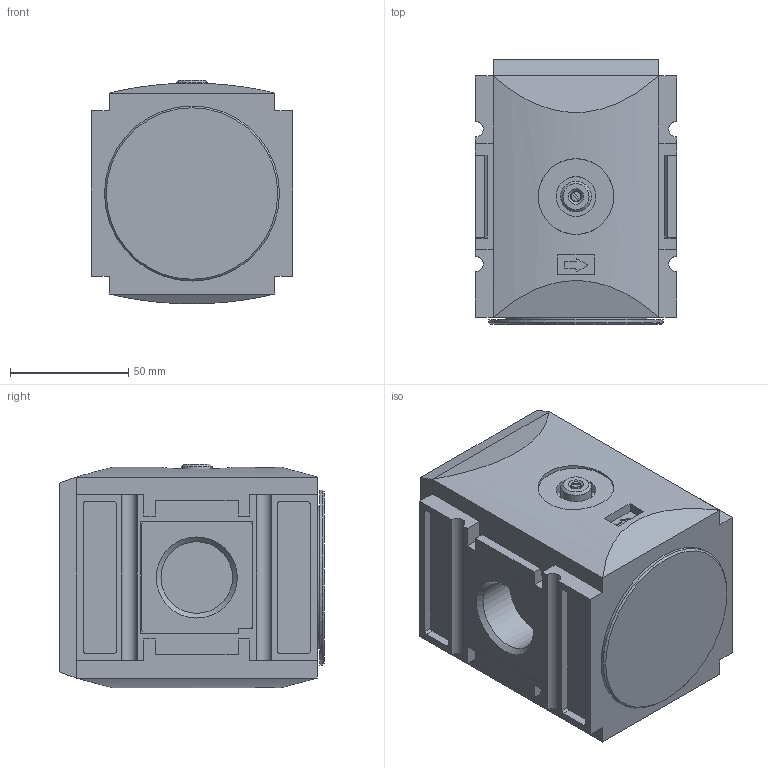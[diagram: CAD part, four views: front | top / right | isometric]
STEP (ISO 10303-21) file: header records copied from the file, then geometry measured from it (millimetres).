
FILE_DESCRIPTION( ( 'STEP AP203' ), '1' );
FILE_NAME( '94024_GG00_2_03.stp', ' ', ( ' ' ), ( ' ' ), 'PSStep 15.0.47', 'PARTsolutions', ' ' );
FILE_SCHEMA( ( 'CONFIG_CONTROL_DESIGN' ) );
Length unit declared in the file: millimetre
Products named in the file (2): 94024.GG00; _FU 936G 1000-1
Assembly tree (1 placements, depth 2):
  94024.GG00
    _FU 936G 1000-1
Bounding box: 85 x 112 x 94.52 mm (x, y, z)
Volume: 745862.1 mm3; surface area: 67607.7 mm2
Topology: 1 solids, 1 shells, 211 faces, 540 edges, 356 vertices
Faces by surface type: plane 157, cylinder 46, cone 7, torus 1
Full cylindrical faces by diameter (mm): 4 x1, 4.5 x1, 13 x1, 16.8 x1, 30.291 x2, 32 x1, 50.7 x1, 60 x1, 74 x1
Entity records: 6377 total; most frequent: CARTESIAN_POINT 1176, DIRECTION 1050, ORIENTED_EDGE 1032, EDGE_CURVE 516, LINE 406, VECTOR 406, VERTEX_POINT 350, AXIS2_PLACEMENT_3D 322
